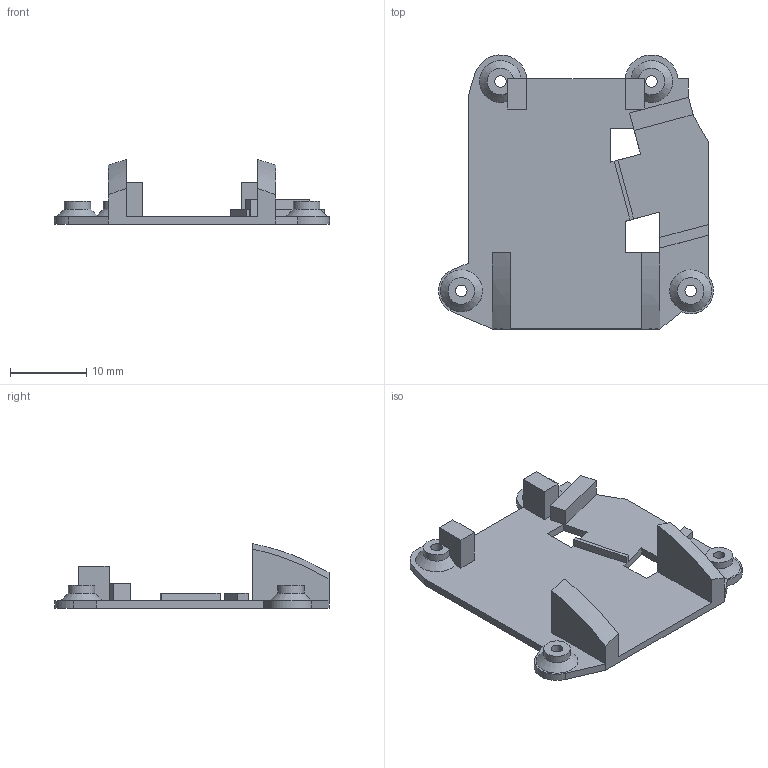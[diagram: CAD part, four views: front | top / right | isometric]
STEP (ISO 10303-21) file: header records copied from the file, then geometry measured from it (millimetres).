
FILE_DESCRIPTION(/* description */ (''),/* implementation_level */ '2;1');
FILE_NAME(/* time_stamp */ '2022-06-08T00:00:00-07:00',/* author */ ('Karl Quinsland'),/* organization */ (''),/* preprocessor_version */ 'ST-DEVELOPER v19',/* originating_system */ 'Autodesk Translation Framework v11.7.0.108',/* authorisation */ '');
FILE_SCHEMA (('AUTOMOTIVE_DESIGN { 1 0 10303 214 3 1 1 }'));
Length unit declared in the file: millimetre
Products named in the file (2): main; anchor
Assembly tree (1 placements, depth 2):
  main
    anchor
Bounding box: 36.1 x 35.97 x 8.49 mm (x, y, z)
Volume: 1502.9 mm3; surface area: 2793 mm2
Topology: 1 solids, 1 shells, 86 faces, 232 edges, 151 vertices
Faces by surface type: plane 68, cylinder 12, cone 4, sphere 2
Full cylindrical faces by diameter (mm): 1.5 x4, 3.5 x2
Entity records: 2728 total; most frequent: CARTESIAN_POINT 480, ORIENTED_EDGE 464, DIRECTION 442, EDGE_CURVE 232, LINE 192, VECTOR 192, VERTEX_POINT 151, AXIS2_PLACEMENT_3D 125
